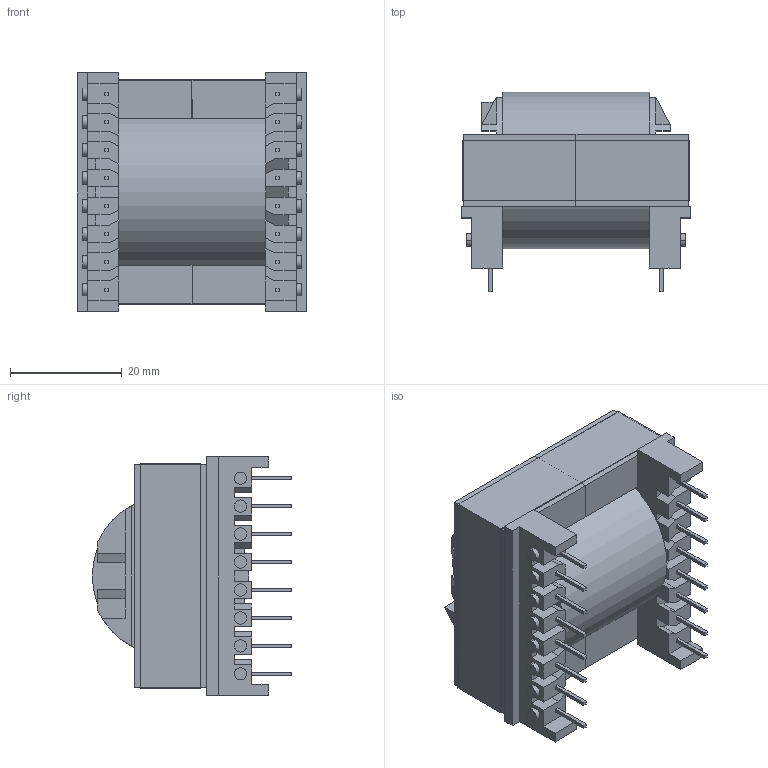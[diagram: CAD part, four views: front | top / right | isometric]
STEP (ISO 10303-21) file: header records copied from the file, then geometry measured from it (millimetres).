
FILE_DESCRIPTION (( 'STEP AP214' ), '1' );
FILE_NAME ('ETD39_5724.STEP', '2021-06-30T21:25:14', ( '' ), ( '' ), 'SwSTEP 2.0', 'SolidWorks 2017', '' );
FILE_SCHEMA (( 'AUTOMOTIVE_DESIGN' ));
Length unit declared in the file: millimetre
Products named in the file (5): 070-5724_6B; 150-2669_6B; 440-8112-2669; ETD39_5724; 070-5724_coil
Assembly tree (5 placements, depth 2):
  ETD39_5724
    070-5724_6B
    070-5724_coil
    150-2669_6B  x2
    440-8112-2669
Bounding box: 41 x 35.7 x 42.7 mm (x, y, z)
Volume: 31808.8 mm3; surface area: 22653 mm2
Topology: 5 solids, 5 shells, 323 faces, 821 edges, 542 vertices
Faces by surface type: plane 269, cylinder 54
Entity records: 10318 total; most frequent: CARTESIAN_POINT 1625, ORIENTED_EDGE 1576, DIRECTION 1528, EDGE_CURVE 788, LINE 682, VECTOR 682, VERTEX_POINT 520, AXIS2_PLACEMENT_3D 423
